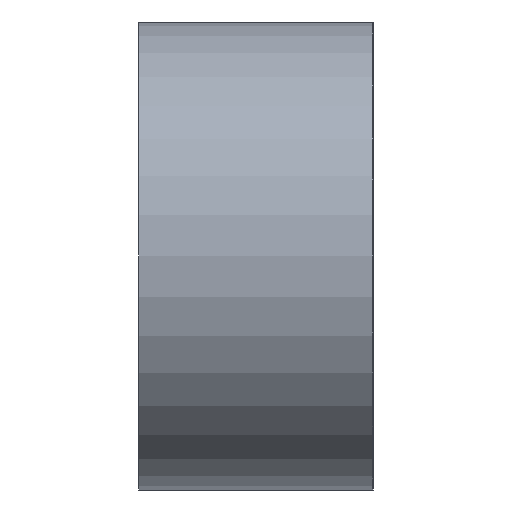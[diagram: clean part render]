
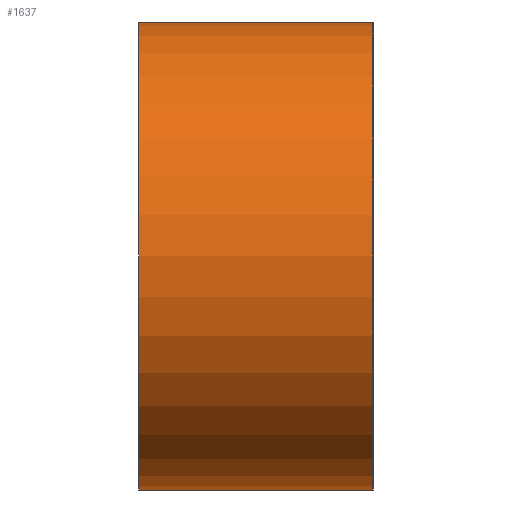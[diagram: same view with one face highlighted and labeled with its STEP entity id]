
A CAD part, left-side view. The second image highlights one B-rep face of the part: STEP entity #1637.
In plain terms, the highlighted cylindrical face has radius 4 mm (diameter 8 mm), a partial arc.
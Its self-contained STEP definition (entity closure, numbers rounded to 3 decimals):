
#12 = CARTESIAN_POINT ( 'NONE',  ( -160., 4., 0. ) ) ;
#81 = LINE ( 'NONE', #3121, #903 ) ;
#86 = CIRCLE ( 'NONE', #1706, 4. ) ;
#169 = DIRECTION ( 'NONE',  ( 0., -1., 0. ) ) ;
#253 = VERTEX_POINT ( 'NONE', #855 ) ;
#302 = DIRECTION ( 'NONE',  ( 0., 1., 0. ) ) ;
#307 = ORIENTED_EDGE ( 'NONE', *, *, #1022, .T. ) ;
#363 = AXIS2_PLACEMENT_3D ( 'NONE', #3174, #1655, #2425 ) ;
#539 = DIRECTION ( 'NONE',  ( 0., 0., 1. ) ) ;
#541 = CARTESIAN_POINT ( 'NONE',  ( -160., 0., 4. ) ) ;
#619 = VECTOR ( 'NONE', #2243, 1000. ) ;
#855 = CARTESIAN_POINT ( 'NONE',  ( -160., 4., 4. ) ) ;
#903 = VECTOR ( 'NONE', #1573, 1000. ) ;
#915 = CARTESIAN_POINT ( 'NONE',  ( -160., 4., 0. ) ) ;
#1022 = EDGE_CURVE ( 'NONE', #2624, #2439, #2960, .T. ) ;
#1026 = CARTESIAN_POINT ( 'NONE',  ( -160., 0., -4. ) ) ;
#1051 = EDGE_LOOP ( 'NONE', ( #307, #1732, #2859, #2933 ) ) ;
#1211 = DIRECTION ( 'NONE',  ( 0., 0., -1. ) ) ;
#1249 = CARTESIAN_POINT ( 'NONE',  ( -160., 4., 4. ) ) ;
#1251 = EDGE_CURVE ( 'NONE', #3187, #253, #86, .T. ) ;
#1455 = EDGE_CURVE ( 'NONE', #3187, #2624, #81, .T. ) ;
#1573 = DIRECTION ( 'NONE',  ( 0., -1., 0. ) ) ;
#1637 = ADVANCED_FACE ( 'NONE', ( #2059 ), #2729, .T. ) ;
#1655 = DIRECTION ( 'NONE',  ( 0., 1., 0. ) ) ;
#1706 = AXIS2_PLACEMENT_3D ( 'NONE', #12, #302, #539 ) ;
#1732 = ORIENTED_EDGE ( 'NONE', *, *, #3039, .F. ) ;
#2059 = FACE_OUTER_BOUND ( 'NONE', #1051, .T. ) ;
#2153 = LINE ( 'NONE', #1249, #619 ) ;
#2223 = CARTESIAN_POINT ( 'NONE',  ( -160., 4., -4. ) ) ;
#2243 = DIRECTION ( 'NONE',  ( 0., -1., 0. ) ) ;
#2425 = DIRECTION ( 'NONE',  ( 0., 0., 1. ) ) ;
#2439 = VERTEX_POINT ( 'NONE', #541 ) ;
#2624 = VERTEX_POINT ( 'NONE', #1026 ) ;
#2729 = CYLINDRICAL_SURFACE ( 'NONE', #2833, 4. ) ;
#2833 = AXIS2_PLACEMENT_3D ( 'NONE', #915, #169, #1211 ) ;
#2859 = ORIENTED_EDGE ( 'NONE', *, *, #1251, .F. ) ;
#2933 = ORIENTED_EDGE ( 'NONE', *, *, #1455, .T. ) ;
#2960 = CIRCLE ( 'NONE', #363, 4. ) ;
#3039 = EDGE_CURVE ( 'NONE', #253, #2439, #2153, .T. ) ;
#3121 = CARTESIAN_POINT ( 'NONE',  ( -160., 4., -4. ) ) ;
#3174 = CARTESIAN_POINT ( 'NONE',  ( -160., 0., 0. ) ) ;
#3187 = VERTEX_POINT ( 'NONE', #2223 ) ;
